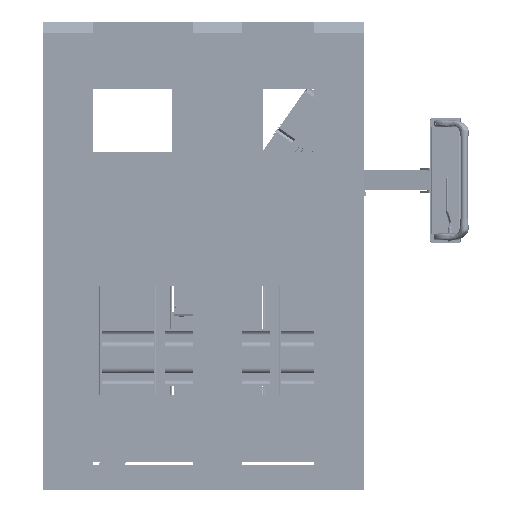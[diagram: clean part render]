
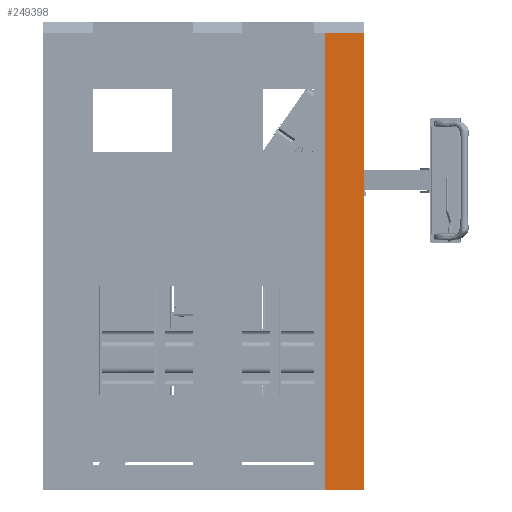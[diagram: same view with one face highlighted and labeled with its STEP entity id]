
A CAD part, front view. The second image highlights one B-rep face of the part: STEP entity #249398.
In plain terms, the highlighted planar face has unit normal (0, -1, 0).
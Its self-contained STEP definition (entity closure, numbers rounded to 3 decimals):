
#1146 = EDGE_CURVE ( 'Defeatured_84_32+Defeatured_84_17+Defeatured_84_26+Defeatured_84_33', #323457, #181580, #270765, .T. ) ;
#8037 = LINE ( 'NONE', #216091, #379038 ) ;
#14159 = PLANE ( 'NONE',  #125437 ) ;
#18583 = CARTESIAN_POINT ( 'NONE',  ( 37.076, -33.554, -22.049 ) ) ;
#25548 = VECTOR ( 'NONE', #30978, 39.37 ) ;
#26041 = VERTEX_POINT ( 'NONE', #444292 ) ;
#30978 = DIRECTION ( 'NONE',  ( 0., 0., 1. ) ) ;
#76375 = VECTOR ( 'NONE', #226616, 39.37 ) ;
#113728 = FACE_OUTER_BOUND ( 'NONE', #386913, .T. ) ;
#120437 = DIRECTION ( 'NONE',  ( 0., 1., 0. ) ) ;
#125437 = AXIS2_PLACEMENT_3D ( 'NONE', #355674, #120437, #253946 ) ;
#154996 = DIRECTION ( 'NONE',  ( -1., 0., 0. ) ) ;
#171732 = EDGE_CURVE ( 'Defeatured_84_16+Defeatured_84_17+Defeatured_84_18+Defeatured_84_12', #26041, #311209, #321714, .T. ) ;
#179038 = EDGE_CURVE ( 'Defeatured_84_17+Defeatured_84_18+Defeatured_84_16+Defeatured_84_32', #26041, #181580, #208829, .T. ) ;
#181580 = VERTEX_POINT ( 'NONE', #404760 ) ;
#208829 = LINE ( 'NONE', #346754, #274526 ) ;
#216091 = CARTESIAN_POINT ( 'NONE',  ( 37.092, -33.554, -22.049 ) ) ;
#226616 = DIRECTION ( 'NONE',  ( 0., 0., -1. ) ) ;
#249398 = ADVANCED_FACE ( 'Defeatured_84_17', ( #113728 ), #14159, .F. ) ;
#253946 = DIRECTION ( 'NONE',  ( 0., 0., 1. ) ) ;
#266623 = ORIENTED_EDGE ( 'NONE', *, *, #179038, .T. ) ;
#270765 = LINE ( 'NONE', #374669, #25548 ) ;
#271899 = EDGE_CURVE ( 'Defeatured_84_12+Defeatured_84_17+Defeatured_84_16+Defeatured_84_26', #311209, #323457, #8037, .T. ) ;
#274526 = VECTOR ( 'NONE', #312889, 39.37 ) ;
#311209 = VERTEX_POINT ( 'NONE', #338396 ) ;
#312889 = DIRECTION ( 'NONE',  ( -1., 0., 0. ) ) ;
#318020 = ORIENTED_EDGE ( 'NONE', *, *, #1146, .F. ) ;
#321714 = LINE ( 'NONE', #18583, #76375 ) ;
#323457 = VERTEX_POINT ( 'NONE', #428438 ) ;
#338396 = CARTESIAN_POINT ( 'NONE',  ( 37.076, -33.554, -22.049 ) ) ;
#346754 = CARTESIAN_POINT ( 'NONE',  ( -8.425, -33.542, 42.951 ) ) ;
#355674 = CARTESIAN_POINT ( 'NONE',  ( -8.425, -33.542, 44.451 ) ) ;
#374669 = CARTESIAN_POINT ( 'NONE',  ( 31.576, -33.552, -22.049 ) ) ;
#379038 = VECTOR ( 'NONE', #154996, 39.37 ) ;
#384653 = ORIENTED_EDGE ( 'NONE', *, *, #271899, .F. ) ;
#386913 = EDGE_LOOP ( 'NONE', ( #401122, #266623, #318020, #384653 ) ) ;
#401122 = ORIENTED_EDGE ( 'NONE', *, *, #171732, .F. ) ;
#404760 = CARTESIAN_POINT ( 'NONE',  ( 31.576, -33.552, 42.951 ) ) ;
#428438 = CARTESIAN_POINT ( 'NONE',  ( 31.576, -33.552, -22.049 ) ) ;
#444292 = CARTESIAN_POINT ( 'NONE',  ( 37.076, -33.554, 42.951 ) ) ;
